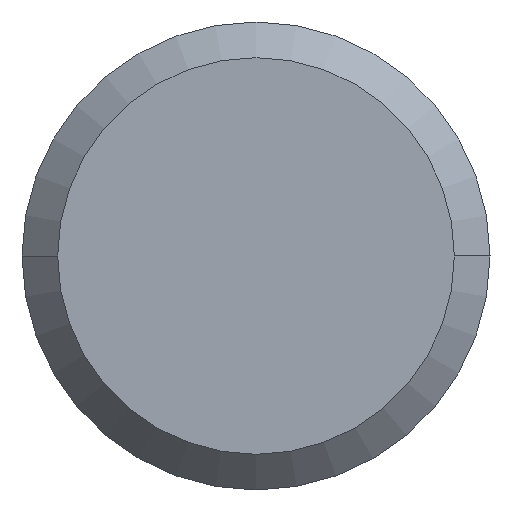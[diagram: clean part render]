
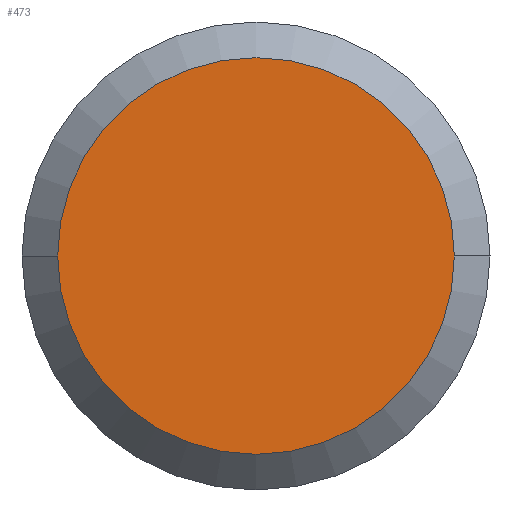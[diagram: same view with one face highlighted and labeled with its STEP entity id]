
A CAD part, left-side view. The second image highlights one B-rep face of the part: STEP entity #473.
In plain terms, the highlighted planar face has unit normal (-1, 0, 0).
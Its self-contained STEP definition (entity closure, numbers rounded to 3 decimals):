
#27 = AXIS2_PLACEMENT_3D ( 'NONE', #233, #560, #276 ) ;
#52 = CARTESIAN_POINT ( 'NONE',  ( 0., 4.238, 0. ) ) ;
#62 = DIRECTION ( 'NONE',  ( -1., 0., 0. ) ) ;
#80 = VERTEX_POINT ( 'NONE', #329 ) ;
#81 = ORIENTED_EDGE ( 'NONE', *, *, #131, .F. ) ;
#131 = EDGE_CURVE ( 'NONE', #387, #80, #544, .T. ) ;
#185 = EDGE_LOOP ( 'NONE', ( #81, #559 ) ) ;
#220 = CARTESIAN_POINT ( 'NONE',  ( 0., 0., 0. ) ) ;
#233 = CARTESIAN_POINT ( 'NONE',  ( 0., 0., 0. ) ) ;
#240 = DIRECTION ( 'NONE',  ( 0., -1., 0. ) ) ;
#259 = AXIS2_PLACEMENT_3D ( 'NONE', #335, #62, #240 ) ;
#276 = DIRECTION ( 'NONE',  ( 0., 1., 0. ) ) ;
#302 = AXIS2_PLACEMENT_3D ( 'NONE', #220, #350, #305 ) ;
#305 = DIRECTION ( 'NONE',  ( 0., 1., 0. ) ) ;
#329 = CARTESIAN_POINT ( 'NONE',  ( 0., -4.238, 0. ) ) ;
#335 = CARTESIAN_POINT ( 'NONE',  ( 0., 0., 0. ) ) ;
#350 = DIRECTION ( 'NONE',  ( 1., 0., 0. ) ) ;
#387 = VERTEX_POINT ( 'NONE', #52 ) ;
#391 = EDGE_CURVE ( 'NONE', #80, #387, #529, .T. ) ;
#409 = FACE_OUTER_BOUND ( 'NONE', #185, .T. ) ;
#460 = PLANE ( 'NONE',  #259 ) ;
#473 = ADVANCED_FACE ( 'NONE', ( #409 ), #460, .T. ) ;
#529 = CIRCLE ( 'NONE', #27, 4.238 ) ;
#544 = CIRCLE ( 'NONE', #302, 4.238 ) ;
#559 = ORIENTED_EDGE ( 'NONE', *, *, #391, .F. ) ;
#560 = DIRECTION ( 'NONE',  ( 1., 0., 0. ) ) ;
